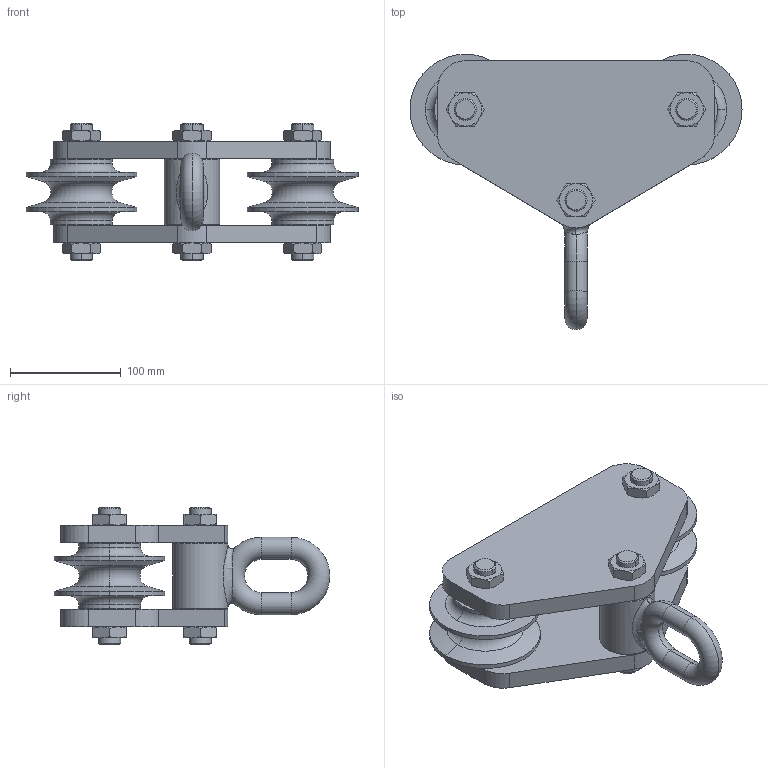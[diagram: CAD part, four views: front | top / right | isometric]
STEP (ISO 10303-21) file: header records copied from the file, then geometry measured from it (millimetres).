
FILE_DESCRIPTION((''),'2;1');
FILE_NAME('RAIL_CABLE_TROLLEYS_ASM','2022-11-06T15:29:51',('rcelikbas'),(''),'CREO PARAMETRIC BY PTC INC, 2022284','CREO PARAMETRIC BY PTC INC, 2022284','');
FILE_SCHEMA(('AUTOMOTIVE_DESIGN { 1 0 10303 214 1 1 1 1 }'));
Length unit declared in the file: millimetre
Products named in the file (7): SIDE_PLATE; CONNECTING_SHAFT; LINKAGE; SHAFT_BEARING; ROLLER; ISO4035-M20-04; RAIL_CABLE_TROLLEYS_ASM
Assembly tree (16 placements, depth 2):
  RAIL_CABLE_TROLLEYS_ASM
    SIDE_PLATE  x2
    CONNECTING_SHAFT  x3
    LINKAGE
    SHAFT_BEARING  x2
    ROLLER  x2
    ISO4035-M20-04  x6
Bounding box: 300 x 249 x 124 mm (x, y, z)
Volume: 1633897.2 mm3; surface area: 336738.8 mm2
Topology: 16 solids, 28 shells, 376 faces, 822 edges, 492 vertices
Faces by surface type: cone 152, cylinder 112, plane 94, torus 16, bspline 2
Entity records: 6951 total; most frequent: CARTESIAN_POINT 1682, DIRECTION 733, ORIENTED_EDGE 564, PRESENTATION_STYLE_ASSIGNMENT 387, STYLED_ITEM 387, AXIS2_PLACEMENT_3D 316, CURVE_STYLE 288, EDGE_CURVE 288
